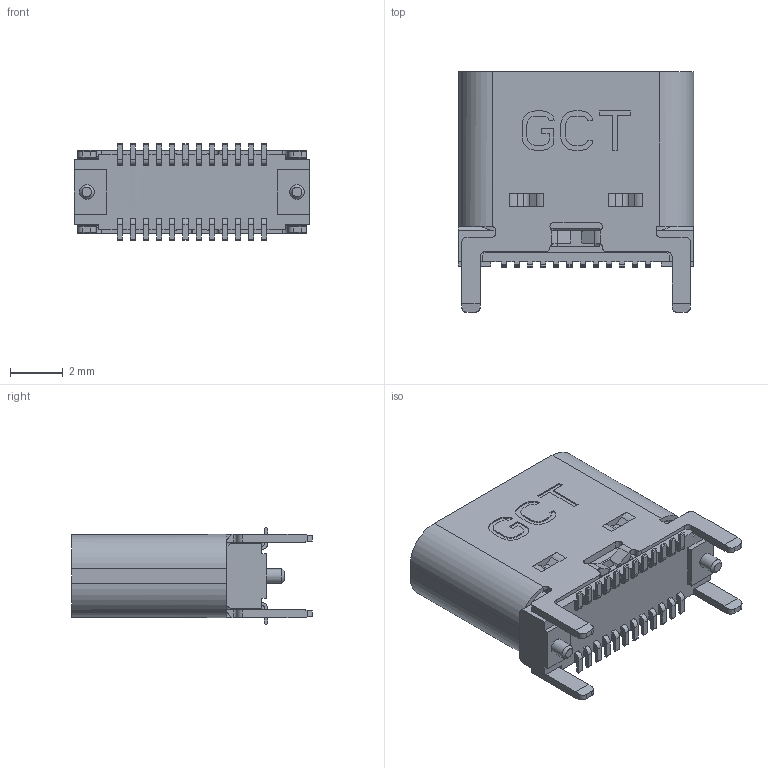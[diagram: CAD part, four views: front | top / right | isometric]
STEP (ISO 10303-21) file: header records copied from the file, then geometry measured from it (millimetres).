
FILE_DESCRIPTION(/* description */ ('STEP AP214'),/* implementation_level */ '2;1');
FILE_NAME(/* name */ 'USB4160-03-0170-C',/* time_stamp */ '2023-01-24T09:43:35+01:00',/* author */ ('License CC BY-ND 4.0'),/* organization */ ('CADENAS'),/* preprocessor_version */ 'ST-DEVELOPER v18.102',/* originating_system */ 'PARTsolutions',/* authorisation */ ' ');
FILE_SCHEMA (('AUTOMOTIVE_DESIGN {1 0 10303 214 3 1 1}'));
Length unit declared in the file: millimetre
Products named in the file (3): USB4160-03-0170-C; USB4160-03-0170-C_PART2; USB4160-03-0170-C_PART1
Assembly tree (2 placements, depth 2):
  USB4160-03-0170-C
    USB4160-03-0170-C_PART2
    USB4160-03-0170-C_PART1
Bounding box: 8.95 x 9.16 x 3.69 mm (x, y, z)
Volume: 119.3 mm3; surface area: 515.9 mm2
Topology: 2 solids, 12 shells, 1398 faces, 3884 edges, 2520 vertices
Faces by surface type: plane 1163, cylinder 213, cone 18, bspline 4
Full cylindrical faces by diameter (mm): 0.48 x2, 0.56 x2
Entity records: 50839 total; most frequent: CARTESIAN_POINT 8249, ORIENTED_EDGE 7740, DIRECTION 7003, EDGE_CURVE 3870, LINE 3317, VECTOR 3317, VERTEX_POINT 2516, AXIS2_PLACEMENT_3D 1843
